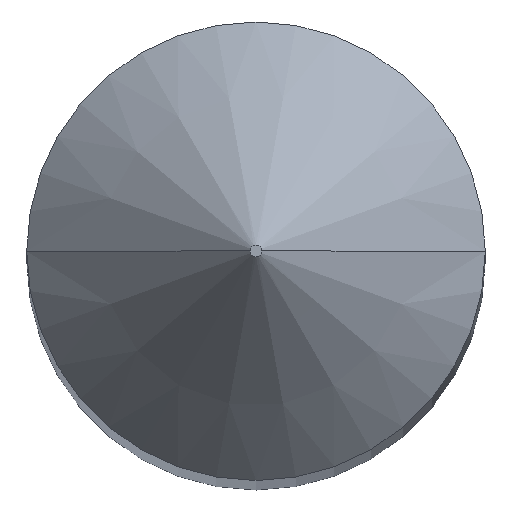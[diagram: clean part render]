
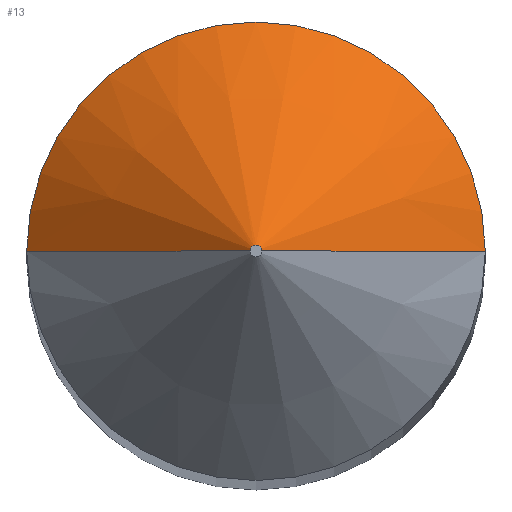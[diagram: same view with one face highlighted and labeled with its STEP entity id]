
A CAD part, top view. The second image highlights one B-rep face of the part: STEP entity #13.
In plain terms, the highlighted conical face has half-angle 45 degrees and reference radius 0.102 mm.
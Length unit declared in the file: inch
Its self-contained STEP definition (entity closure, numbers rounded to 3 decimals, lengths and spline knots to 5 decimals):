
#11 = EDGE_CURVE ( 'NONE', #248, #40, #216, .T. ) ;
#13 = ADVANCED_FACE ( 'NONE', ( #217 ), #223, .T. ) ;
#22 = CARTESIAN_POINT ( 'NONE',  ( 0.004, 0., 4. ) ) ;
#37 = EDGE_LOOP ( 'NONE', ( #173, #58, #209, #160 ) ) ;
#40 = VERTEX_POINT ( 'NONE', #22 ) ;
#48 = CARTESIAN_POINT ( 'NONE',  ( 0., 0., 4. ) ) ;
#58 = ORIENTED_EDGE ( 'NONE', *, *, #11, .T. ) ;
#67 = DIRECTION ( 'NONE',  ( 0.707, 0., -0.707 ) ) ;
#73 = VECTOR ( 'NONE', #125, 39.37008 ) ;
#85 = CARTESIAN_POINT ( 'NONE',  ( 0., 0., 3.84775 ) ) ;
#95 = EDGE_CURVE ( 'NONE', #40, #225, #101, .T. ) ;
#99 = CARTESIAN_POINT ( 'NONE',  ( 0.004, 0., 4. ) ) ;
#101 = LINE ( 'NONE', #99, #162 ) ;
#104 = DIRECTION ( 'NONE',  ( -1., 0., 0. ) ) ;
#112 = AXIS2_PLACEMENT_3D ( 'NONE', #234, #118, #119 ) ;
#118 = DIRECTION ( 'NONE',  ( 0., 0., -1. ) ) ;
#119 = DIRECTION ( 'NONE',  ( 1., 0., 0. ) ) ;
#124 = EDGE_CURVE ( 'NONE', #158, #225, #227, .T. ) ;
#125 = DIRECTION ( 'NONE',  ( -0.707, 0., -0.707 ) ) ;
#141 = DIRECTION ( 'NONE',  ( -1., 0., 0. ) ) ;
#149 = CARTESIAN_POINT ( 'NONE',  ( -0.004, 0., 4. ) ) ;
#150 = CARTESIAN_POINT ( 'NONE',  ( -0.15625, 0., 3.84775 ) ) ;
#158 = VERTEX_POINT ( 'NONE', #150 ) ;
#160 = ORIENTED_EDGE ( 'NONE', *, *, #124, .F. ) ;
#162 = VECTOR ( 'NONE', #67, 39.37008 ) ;
#171 = EDGE_CURVE ( 'NONE', #248, #158, #172, .T. ) ;
#172 = LINE ( 'NONE', #149, #73 ) ;
#173 = ORIENTED_EDGE ( 'NONE', *, *, #171, .F. ) ;
#205 = CARTESIAN_POINT ( 'NONE',  ( 0.15625, 0., 3.84775 ) ) ;
#209 = ORIENTED_EDGE ( 'NONE', *, *, #95, .T. ) ;
#214 = DIRECTION ( 'NONE',  ( 0., 0., -1. ) ) ;
#216 = CIRCLE ( 'NONE', #245, 0.004 ) ;
#217 = FACE_OUTER_BOUND ( 'NONE', #37, .T. ) ;
#223 = CONICAL_SURFACE ( 'NONE', #112, 0.004, 0.785 ) ;
#225 = VERTEX_POINT ( 'NONE', #205 ) ;
#227 = CIRCLE ( 'NONE', #246, 0.15625 ) ;
#231 = DIRECTION ( 'NONE',  ( 0., 0., -1. ) ) ;
#234 = CARTESIAN_POINT ( 'NONE',  ( 0., 0., 4. ) ) ;
#239 = CARTESIAN_POINT ( 'NONE',  ( -0.004, 0., 4. ) ) ;
#245 = AXIS2_PLACEMENT_3D ( 'NONE', #48, #231, #141 ) ;
#246 = AXIS2_PLACEMENT_3D ( 'NONE', #85, #214, #104 ) ;
#248 = VERTEX_POINT ( 'NONE', #239 ) ;
